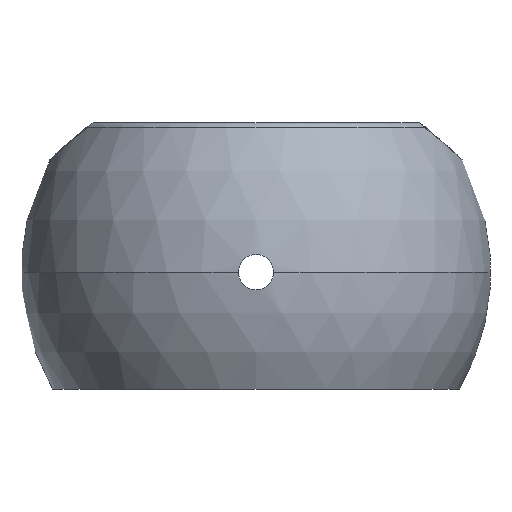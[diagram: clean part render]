
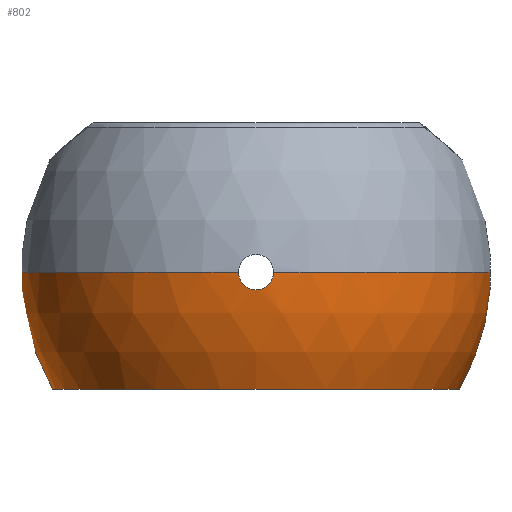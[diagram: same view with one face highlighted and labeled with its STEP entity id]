
A CAD part, front view. The second image highlights one B-rep face of the part: STEP entity #802.
In plain terms, the highlighted spherical face has radius 20 mm.
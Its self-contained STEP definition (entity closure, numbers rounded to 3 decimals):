
#9 = CIRCLE ( 'NONE', #708, 1.5 ) ;
#17 = CARTESIAN_POINT ( 'NONE',  ( -19.944, 0., 0. ) ) ;
#58 = CARTESIAN_POINT ( 'NONE',  ( -19.944, 1.5, 0. ) ) ;
#61 = EDGE_CURVE ( 'NONE', #346, #129, #183, .T. ) ;
#80 = ORIENTED_EDGE ( 'NONE', *, *, #1154, .F. ) ;
#81 = CARTESIAN_POINT ( 'NONE',  ( 0., -19.944, 0. ) ) ;
#83 = DIRECTION ( 'NONE',  ( -1., 0., 0. ) ) ;
#88 = CARTESIAN_POINT ( 'NONE',  ( 0., 19.944, 0. ) ) ;
#95 = ORIENTED_EDGE ( 'NONE', *, *, #531, .F. ) ;
#106 = AXIS2_PLACEMENT_3D ( 'NONE', #509, #446, #204 ) ;
#115 = VERTEX_POINT ( 'NONE', #680 ) ;
#129 = VERTEX_POINT ( 'NONE', #943 ) ;
#131 = ORIENTED_EDGE ( 'NONE', *, *, #1358, .F. ) ;
#136 = CIRCLE ( 'NONE', #1070, 1.5 ) ;
#141 = ORIENTED_EDGE ( 'NONE', *, *, #949, .F. ) ;
#144 = EDGE_CURVE ( 'NONE', #346, #1301, #515, .T. ) ;
#157 = CARTESIAN_POINT ( 'NONE',  ( 19.944, 0., -1.5 ) ) ;
#183 = CIRCLE ( 'NONE', #1148, 20. ) ;
#197 = DIRECTION ( 'NONE',  ( 0., 0., -1. ) ) ;
#204 = DIRECTION ( 'NONE',  ( -1., 0., 0. ) ) ;
#215 = EDGE_CURVE ( 'NONE', #548, #657, #1414, .T. ) ;
#237 = EDGE_LOOP ( 'NONE', ( #387, #1155, #1142, #688, #388, #395, #131, #650, #80, #1397, #631, #141 ) ) ;
#252 = CARTESIAN_POINT ( 'NONE',  ( 0., 0., 0. ) ) ;
#295 = DIRECTION ( 'NONE',  ( 0., 1., 0. ) ) ;
#303 = AXIS2_PLACEMENT_3D ( 'NONE', #1232, #1262, #583 ) ;
#310 = CIRCLE ( 'NONE', #439, 1.5 ) ;
#313 = DIRECTION ( 'NONE',  ( 1., 0., 0. ) ) ;
#324 = AXIS2_PLACEMENT_3D ( 'NONE', #88, #295, #197 ) ;
#332 = EDGE_CURVE ( 'NONE', #1301, #657, #1119, .T. ) ;
#346 = VERTEX_POINT ( 'NONE', #58 ) ;
#352 = CARTESIAN_POINT ( 'NONE',  ( 0., 0., 0. ) ) ;
#353 = AXIS2_PLACEMENT_3D ( 'NONE', #944, #882, #1084 ) ;
#364 = CIRCLE ( 'NONE', #816, 17.321 ) ;
#368 = EDGE_CURVE ( 'NONE', #1252, #864, #1286, .T. ) ;
#386 = DIRECTION ( 'NONE',  ( 0., 0., -1. ) ) ;
#387 = ORIENTED_EDGE ( 'NONE', *, *, #893, .F. ) ;
#388 = ORIENTED_EDGE ( 'NONE', *, *, #61, .T. ) ;
#395 = ORIENTED_EDGE ( 'NONE', *, *, #462, .F. ) ;
#433 = DIRECTION ( 'NONE',  ( -1., 0., 0. ) ) ;
#439 = AXIS2_PLACEMENT_3D ( 'NONE', #1001, #749, #1310 ) ;
#446 = DIRECTION ( 'NONE',  ( 0., 0., -1. ) ) ;
#462 = EDGE_CURVE ( 'NONE', #1206, #129, #981, .T. ) ;
#475 = AXIS2_PLACEMENT_3D ( 'NONE', #1267, #386, #971 ) ;
#509 = CARTESIAN_POINT ( 'NONE',  ( 0., 0., -10. ) ) ;
#510 = DIRECTION ( 'NONE',  ( 0., -1., 0. ) ) ;
#515 = CIRCLE ( 'NONE', #1418, 1.5 ) ;
#520 = VERTEX_POINT ( 'NONE', #857 ) ;
#527 = DIRECTION ( 'NONE',  ( 0., 0., 1. ) ) ;
#530 = VERTEX_POINT ( 'NONE', #1364 ) ;
#531 = EDGE_CURVE ( 'NONE', #864, #1252, #364, .T. ) ;
#534 = CIRCLE ( 'NONE', #303, 1.5 ) ;
#548 = VERTEX_POINT ( 'NONE', #1018 ) ;
#583 = DIRECTION ( 'NONE',  ( 0., 0., 1. ) ) ;
#584 = AXIS2_PLACEMENT_3D ( 'NONE', #728, #738, #746 ) ;
#611 = AXIS2_PLACEMENT_3D ( 'NONE', #1038, #739, #617 ) ;
#617 = DIRECTION ( 'NONE',  ( -1., 0., 0. ) ) ;
#631 = ORIENTED_EDGE ( 'NONE', *, *, #1083, .F. ) ;
#635 = DIRECTION ( 'NONE',  ( 0., 0., 1. ) ) ;
#650 = ORIENTED_EDGE ( 'NONE', *, *, #1225, .F. ) ;
#657 = VERTEX_POINT ( 'NONE', #1321 ) ;
#677 = CARTESIAN_POINT ( 'NONE',  ( 17.321, 0., -10. ) ) ;
#680 = CARTESIAN_POINT ( 'NONE',  ( 19.944, 1.5, 0. ) ) ;
#688 = ORIENTED_EDGE ( 'NONE', *, *, #144, .F. ) ;
#708 = AXIS2_PLACEMENT_3D ( 'NONE', #81, #1109, #635 ) ;
#714 = DIRECTION ( 'NONE',  ( 0., 0., -1. ) ) ;
#719 = DIRECTION ( 'NONE',  ( -1., 0., 0. ) ) ;
#728 = CARTESIAN_POINT ( 'NONE',  ( 0., 19.944, 0. ) ) ;
#738 = DIRECTION ( 'NONE',  ( 0., 1., 0. ) ) ;
#739 = DIRECTION ( 'NONE',  ( 0., 0., -1. ) ) ;
#746 = DIRECTION ( 'NONE',  ( 0., 0., -1. ) ) ;
#749 = DIRECTION ( 'NONE',  ( 1., 0., 0. ) ) ;
#763 = CARTESIAN_POINT ( 'NONE',  ( 1.5, -19.944, 0. ) ) ;
#770 = EDGE_CURVE ( 'NONE', #530, #1191, #534, .T. ) ;
#781 = VERTEX_POINT ( 'NONE', #918 ) ;
#802 = ADVANCED_FACE ( 'NONE', ( #1394, #1096 ), #1129, .T. ) ;
#816 = AXIS2_PLACEMENT_3D ( 'NONE', #924, #952, #967 ) ;
#842 = CIRCLE ( 'NONE', #324, 1.5 ) ;
#855 = CIRCLE ( 'NONE', #353, 20. ) ;
#857 = CARTESIAN_POINT ( 'NONE',  ( 1.5, 19.944, 0. ) ) ;
#864 = VERTEX_POINT ( 'NONE', #1178 ) ;
#882 = DIRECTION ( 'NONE',  ( 0., 0., 1. ) ) ;
#893 = EDGE_CURVE ( 'NONE', #548, #781, #9, .T. ) ;
#897 = DIRECTION ( 'NONE',  ( 0., 0., 1. ) ) ;
#918 = CARTESIAN_POINT ( 'NONE',  ( 0., -19.944, -1.5 ) ) ;
#924 = CARTESIAN_POINT ( 'NONE',  ( 0., 0., -10. ) ) ;
#943 = CARTESIAN_POINT ( 'NONE',  ( -1.5, 19.944, 0. ) ) ;
#944 = CARTESIAN_POINT ( 'NONE',  ( 0., 0., 0. ) ) ;
#949 = EDGE_CURVE ( 'NONE', #781, #1332, #136, .T. ) ;
#952 = DIRECTION ( 'NONE',  ( 0., 0., -1. ) ) ;
#967 = DIRECTION ( 'NONE',  ( -1., 0., 0. ) ) ;
#971 = DIRECTION ( 'NONE',  ( 1., 0., 0. ) ) ;
#973 = AXIS2_PLACEMENT_3D ( 'NONE', #252, #897, #313 ) ;
#981 = CIRCLE ( 'NONE', #584, 1.5 ) ;
#1001 = CARTESIAN_POINT ( 'NONE',  ( 19.944, 0., 0. ) ) ;
#1004 = DIRECTION ( 'NONE',  ( 0., 0., -1. ) ) ;
#1018 = CARTESIAN_POINT ( 'NONE',  ( -1.5, -19.944, 0. ) ) ;
#1038 = CARTESIAN_POINT ( 'NONE',  ( 0., 0., 0. ) ) ;
#1048 = ORIENTED_EDGE ( 'NONE', *, *, #368, .F. ) ;
#1070 = AXIS2_PLACEMENT_3D ( 'NONE', #1160, #510, #527 ) ;
#1076 = CARTESIAN_POINT ( 'NONE',  ( -19.944, 0., 0. ) ) ;
#1083 = EDGE_CURVE ( 'NONE', #1332, #530, #855, .T. ) ;
#1084 = DIRECTION ( 'NONE',  ( 1., 0., 0. ) ) ;
#1096 = FACE_OUTER_BOUND ( 'NONE', #237, .T. ) ;
#1109 = DIRECTION ( 'NONE',  ( 0., -1., 0. ) ) ;
#1119 = CIRCLE ( 'NONE', #1330, 1.5 ) ;
#1129 = SPHERICAL_SURFACE ( 'NONE', #475, 20. ) ;
#1142 = ORIENTED_EDGE ( 'NONE', *, *, #332, .F. ) ;
#1148 = AXIS2_PLACEMENT_3D ( 'NONE', #352, #1004, #83 ) ;
#1151 = CARTESIAN_POINT ( 'NONE',  ( 0., 19.944, -1.5 ) ) ;
#1154 = EDGE_CURVE ( 'NONE', #1191, #115, #310, .T. ) ;
#1155 = ORIENTED_EDGE ( 'NONE', *, *, #215, .T. ) ;
#1160 = CARTESIAN_POINT ( 'NONE',  ( 0., -19.944, 0. ) ) ;
#1178 = CARTESIAN_POINT ( 'NONE',  ( -17.321, 0., -10. ) ) ;
#1191 = VERTEX_POINT ( 'NONE', #157 ) ;
#1196 = CARTESIAN_POINT ( 'NONE',  ( -19.944, 0., -1.5 ) ) ;
#1206 = VERTEX_POINT ( 'NONE', #1151 ) ;
#1225 = EDGE_CURVE ( 'NONE', #115, #520, #1379, .T. ) ;
#1231 = EDGE_LOOP ( 'NONE', ( #95, #1048 ) ) ;
#1232 = CARTESIAN_POINT ( 'NONE',  ( 19.944, 0., 0. ) ) ;
#1252 = VERTEX_POINT ( 'NONE', #677 ) ;
#1262 = DIRECTION ( 'NONE',  ( 1., 0., 0. ) ) ;
#1267 = CARTESIAN_POINT ( 'NONE',  ( 0., 0., 0. ) ) ;
#1286 = CIRCLE ( 'NONE', #106, 17.321 ) ;
#1301 = VERTEX_POINT ( 'NONE', #1196 ) ;
#1310 = DIRECTION ( 'NONE',  ( 0., 0., 1. ) ) ;
#1321 = CARTESIAN_POINT ( 'NONE',  ( -19.944, -1.5, 0. ) ) ;
#1330 = AXIS2_PLACEMENT_3D ( 'NONE', #1076, #433, #1341 ) ;
#1332 = VERTEX_POINT ( 'NONE', #763 ) ;
#1341 = DIRECTION ( 'NONE',  ( 0., 0., -1. ) ) ;
#1358 = EDGE_CURVE ( 'NONE', #520, #1206, #842, .T. ) ;
#1364 = CARTESIAN_POINT ( 'NONE',  ( 19.944, -1.5, 0. ) ) ;
#1379 = CIRCLE ( 'NONE', #973, 20. ) ;
#1394 = FACE_BOUND ( 'NONE', #1231, .T. ) ;
#1397 = ORIENTED_EDGE ( 'NONE', *, *, #770, .F. ) ;
#1414 = CIRCLE ( 'NONE', #611, 20. ) ;
#1418 = AXIS2_PLACEMENT_3D ( 'NONE', #17, #719, #714 ) ;
